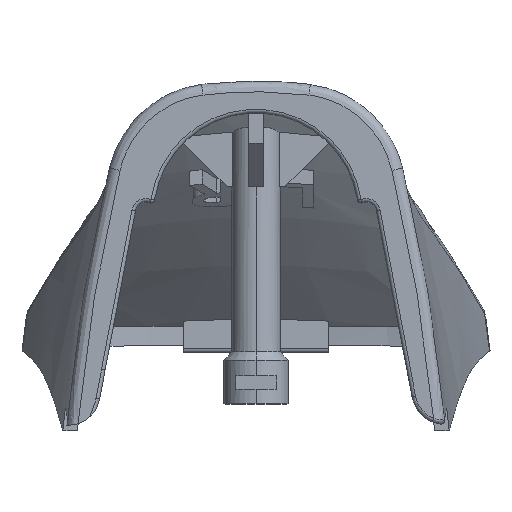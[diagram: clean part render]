
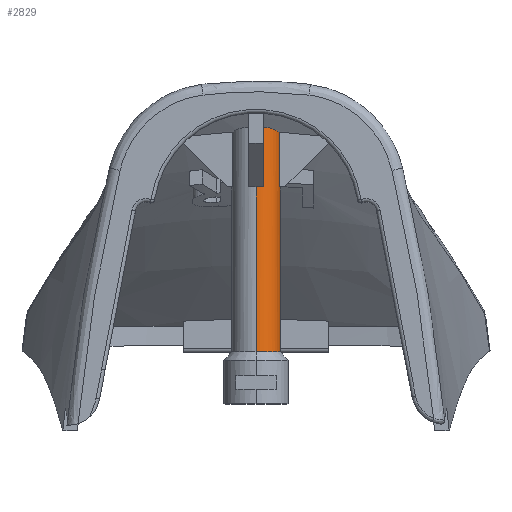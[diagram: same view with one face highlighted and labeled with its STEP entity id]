
A CAD part, top view. The second image highlights one B-rep face of the part: STEP entity #2829.
In plain terms, the highlighted cylindrical face has radius 3.35 mm (diameter 6.7 mm), a partial arc.
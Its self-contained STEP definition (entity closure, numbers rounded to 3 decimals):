
#1 = CARTESIAN_POINT ( 'NONE',  ( 33.01, -97.015, -56.495 ) ) ;
#40 = CARTESIAN_POINT ( 'NONE',  ( 33.197, -103.868, -54. ) ) ;
#71 = EDGE_CURVE ( 'NONE', #6330, #5680, #4320, .T. ) ;
#151 = DIRECTION ( 'NONE',  ( 0., 0., -1. ) ) ;
#158 = CARTESIAN_POINT ( 'NONE',  ( 32.735, -97.14, -56.953 ) ) ;
#230 = CYLINDRICAL_SURFACE ( 'NONE', #404, 3.35 ) ;
#267 = FACE_OUTER_BOUND ( 'NONE', #6076, .T. ) ;
#298 = VERTEX_POINT ( 'NONE', #2640 ) ;
#310 = CARTESIAN_POINT ( 'NONE',  ( 33.197, -96.876, -56. ) ) ;
#338 = ORIENTED_EDGE ( 'NONE', *, *, #2340, .F. ) ;
#357 = CARTESIAN_POINT ( 'NONE',  ( 33.197, -96.289, -54. ) ) ;
#385 = CARTESIAN_POINT ( 'NONE',  ( 31.515, -95.651, -52. ) ) ;
#403 = LINE ( 'NONE', #7533, #436 ) ;
#404 = AXIS2_PLACEMENT_3D ( 'NONE', #6576, #4610, #3335 ) ;
#436 = VECTOR ( 'NONE', #3578, 1000. ) ;
#568 = CIRCLE ( 'NONE', #717, 3.35 ) ;
#633 = VECTOR ( 'NONE', #6525, 1000. ) ;
#673 = VERTEX_POINT ( 'NONE', #714 ) ;
#705 = LINE ( 'NONE', #4564, #633 ) ;
#714 = CARTESIAN_POINT ( 'NONE',  ( 33.197, -96.289, -54. ) ) ;
#717 = AXIS2_PLACEMENT_3D ( 'NONE', #1234, #5912, #1947 ) ;
#927 = CIRCLE ( 'NONE', #936, 3.35 ) ;
#936 = AXIS2_PLACEMENT_3D ( 'NONE', #7665, #3699, #8397 ) ;
#948 = AXIS2_PLACEMENT_3D ( 'NONE', #8367, #4313, #151 ) ;
#1080 = CARTESIAN_POINT ( 'NONE',  ( 31., -95.585, -51.803 ) ) ;
#1119 = CIRCLE ( 'NONE', #948, 3.35 ) ;
#1221 = VECTOR ( 'NONE', #8308, 1000. ) ;
#1234 = CARTESIAN_POINT ( 'NONE',  ( 30., -126.668, -55. ) ) ;
#1237 = LINE ( 'NONE', #5459, #1221 ) ;
#1272 = VECTOR ( 'NONE', #1354, 1000. ) ;
#1354 = DIRECTION ( 'NONE',  ( 0., -1., 0. ) ) ;
#1387 = LINE ( 'NONE', #2051, #1272 ) ;
#1448 = CARTESIAN_POINT ( 'NONE',  ( 32.568, -97.197, -57.168 ) ) ;
#1462 = LINE ( 'NONE', #4008, #1494 ) ;
#1494 = VECTOR ( 'NONE', #7266, 1000. ) ;
#1537 = CARTESIAN_POINT ( 'NONE',  ( 32.191, -97.298, -57.549 ) ) ;
#1644 = ORIENTED_EDGE ( 'NONE', *, *, #1802, .T. ) ;
#1802 = EDGE_CURVE ( 'NONE', #4909, #8448, #2132, .T. ) ;
#1947 = DIRECTION ( 'NONE',  ( 0., 0., -1. ) ) ;
#2051 = CARTESIAN_POINT ( 'NONE',  ( 30., 500000., -58.35 ) ) ;
#2100 = VECTOR ( 'NONE', #6161, 1000. ) ;
#2132 = LINE ( 'NONE', #4249, #2100 ) ;
#2133 = EDGE_CURVE ( 'NONE', #5680, #7894, #1462, .T. ) ;
#2189 = CARTESIAN_POINT ( 'NONE',  ( 31.974, -97.343, -57.72 ) ) ;
#2270 = EDGE_CURVE ( 'NONE', #6966, #4095, #1387, .T. ) ;
#2340 = EDGE_CURVE ( 'NONE', #6330, #298, #1237, .T. ) ;
#2411 = EDGE_CURVE ( 'NONE', #4909, #8074, #1119, .T. ) ;
#2445 = EDGE_CURVE ( 'NONE', #3911, #7894, #927, .T. ) ;
#2482 = CARTESIAN_POINT ( 'NONE',  ( 33.197, -103.868, -56. ) ) ;
#2506 = EDGE_CURVE ( 'NONE', #673, #3794, #5064, .T. ) ;
#2553 = EDGE_CURVE ( 'NONE', #673, #3911, #705, .T. ) ;
#2583 = EDGE_CURVE ( 'NONE', #8448, #4095, #568, .T. ) ;
#2587 = ORIENTED_EDGE ( 'NONE', *, *, #71, .T. ) ;
#2640 = CARTESIAN_POINT ( 'NONE',  ( 31., -103.868, -58.197 ) ) ;
#2680 = EDGE_CURVE ( 'NONE', #8074, #3794, #403, .T. ) ;
#2820 = ORIENTED_EDGE ( 'NONE', *, *, #2553, .F. ) ;
#2829 = ADVANCED_FACE ( 'NONE', ( #267 ), #230, .T. ) ;
#3100 = CARTESIAN_POINT ( 'NONE',  ( 30., -126.668, -58.35 ) ) ;
#3105 = DIRECTION ( 'NONE',  ( 0., 1., 0. ) ) ;
#3137 = ORIENTED_EDGE ( 'NONE', *, *, #2411, .F. ) ;
#3194 = CARTESIAN_POINT ( 'NONE',  ( 33.008, -96.136, -53.501 ) ) ;
#3335 = DIRECTION ( 'NONE',  ( 0., 0., -1. ) ) ;
#3467 = CARTESIAN_POINT ( 'NONE',  ( 30., -103.868, -51.65 ) ) ;
#3578 = DIRECTION ( 'NONE',  ( 0., 1., 0. ) ) ;
#3648 = ORIENTED_EDGE ( 'NONE', *, *, #2270, .F. ) ;
#3649 = CARTESIAN_POINT ( 'NONE',  ( 31.512, -97.416, -58.002 ) ) ;
#3699 = DIRECTION ( 'NONE',  ( 0., 1., 0. ) ) ;
#3794 = VERTEX_POINT ( 'NONE', #8689 ) ;
#3815 = CARTESIAN_POINT ( 'NONE',  ( 33.118, -96.948, -56.253 ) ) ;
#3888 = CARTESIAN_POINT ( 'NONE',  ( 32.571, -95.925, -52.835 ) ) ;
#3911 = VERTEX_POINT ( 'NONE', #40 ) ;
#4008 = CARTESIAN_POINT ( 'NONE',  ( 33.197, 500000., -56. ) ) ;
#4095 = VERTEX_POINT ( 'NONE', #3100 ) ;
#4197 = CARTESIAN_POINT ( 'NONE',  ( 30., -126.668, -51.65 ) ) ;
#4213 = CARTESIAN_POINT ( 'NONE',  ( 31.262, -97.445, -58.115 ) ) ;
#4249 = CARTESIAN_POINT ( 'NONE',  ( 30., 500000., -51.65 ) ) ;
#4300 = CARTESIAN_POINT ( 'NONE',  ( 30., -103.868, -58.35 ) ) ;
#4313 = DIRECTION ( 'NONE',  ( 0., 1., 0. ) ) ;
#4320 = B_SPLINE_CURVE_WITH_KNOTS ( 'NONE', 3,
 ( #7583, #4213, #3649, #2189, #1537, #1448, #158, #1, #3815, #310 ),
 .UNSPECIFIED., .F., .F.,
 ( 4, 2, 2, 2, 4 ),
 ( 0.001, 0.002, 0.003, 0.003, 0.004 ),
 .UNSPECIFIED. ) ;
#4513 = CARTESIAN_POINT ( 'NONE',  ( 31.977, -95.745, -52.282 ) ) ;
#4564 = CARTESIAN_POINT ( 'NONE',  ( 33.197, 500000., -54. ) ) ;
#4610 = DIRECTION ( 'NONE',  ( 0., -1., 0. ) ) ;
#4909 = VERTEX_POINT ( 'NONE', #3467 ) ;
#5064 = B_SPLINE_CURVE_WITH_KNOTS ( 'NONE', 3,
 ( #357, #6400, #3194, #7871, #3888, #8601, #4513, #385, #5131, #1080 ),
 .UNSPECIFIED., .F., .F.,
 ( 4, 2, 2, 2, 4 ),
 ( 0.006, 0.007, 0.008, 0.009, 0.01 ),
 .UNSPECIFIED. ) ;
#5131 = CARTESIAN_POINT ( 'NONE',  ( 31.261, -95.612, -51.884 ) ) ;
#5459 = CARTESIAN_POINT ( 'NONE',  ( 31., 500000., -58.197 ) ) ;
#5680 = VERTEX_POINT ( 'NONE', #6067 ) ;
#5716 = ORIENTED_EDGE ( 'NONE', *, *, #2133, .T. ) ;
#5867 = CARTESIAN_POINT ( 'NONE',  ( 31., -97.465, -58.197 ) ) ;
#5912 = DIRECTION ( 'NONE',  ( 0., 1., 0. ) ) ;
#5960 = ORIENTED_EDGE ( 'NONE', *, *, #2583, .T. ) ;
#6067 = CARTESIAN_POINT ( 'NONE',  ( 33.197, -96.876, -56. ) ) ;
#6076 = EDGE_LOOP ( 'NONE', ( #3137, #1644, #5960, #3648, #7852, #338, #2587, #5716, #6346, #2820, #6697, #7547 ) ) ;
#6161 = DIRECTION ( 'NONE',  ( 0., -1., 0. ) ) ;
#6309 = AXIS2_PLACEMENT_3D ( 'NONE', #7061, #3105, #7775 ) ;
#6330 = VERTEX_POINT ( 'NONE', #5867 ) ;
#6346 = ORIENTED_EDGE ( 'NONE', *, *, #2445, .F. ) ;
#6400 = CARTESIAN_POINT ( 'NONE',  ( 33.118, -96.212, -53.748 ) ) ;
#6525 = DIRECTION ( 'NONE',  ( 0., -1., 0. ) ) ;
#6576 = CARTESIAN_POINT ( 'NONE',  ( 30., 500000., -55. ) ) ;
#6697 = ORIENTED_EDGE ( 'NONE', *, *, #2506, .T. ) ;
#6966 = VERTEX_POINT ( 'NONE', #4300 ) ;
#7061 = CARTESIAN_POINT ( 'NONE',  ( 30., -103.868, -55. ) ) ;
#7266 = DIRECTION ( 'NONE',  ( 0., -1., 0. ) ) ;
#7533 = CARTESIAN_POINT ( 'NONE',  ( 31., 500000., -51.803 ) ) ;
#7547 = ORIENTED_EDGE ( 'NONE', *, *, #2680, .F. ) ;
#7583 = CARTESIAN_POINT ( 'NONE',  ( 31., -97.465, -58.197 ) ) ;
#7639 = CARTESIAN_POINT ( 'NONE',  ( 31., -103.868, -51.803 ) ) ;
#7665 = CARTESIAN_POINT ( 'NONE',  ( 30., -103.868, -55. ) ) ;
#7669 = EDGE_CURVE ( 'NONE', #298, #6966, #8091, .T. ) ;
#7775 = DIRECTION ( 'NONE',  ( 0., 0., -1. ) ) ;
#7852 = ORIENTED_EDGE ( 'NONE', *, *, #7669, .F. ) ;
#7871 = CARTESIAN_POINT ( 'NONE',  ( 32.734, -95.992, -53.046 ) ) ;
#7894 = VERTEX_POINT ( 'NONE', #2482 ) ;
#8074 = VERTEX_POINT ( 'NONE', #7639 ) ;
#8091 = CIRCLE ( 'NONE', #6309, 3.35 ) ;
#8308 = DIRECTION ( 'NONE',  ( 0., -1., 0. ) ) ;
#8367 = CARTESIAN_POINT ( 'NONE',  ( 30., -103.868, -55. ) ) ;
#8397 = DIRECTION ( 'NONE',  ( 0., 0., -1. ) ) ;
#8448 = VERTEX_POINT ( 'NONE', #4197 ) ;
#8601 = CARTESIAN_POINT ( 'NONE',  ( 32.189, -95.8, -52.45 ) ) ;
#8689 = CARTESIAN_POINT ( 'NONE',  ( 31., -95.585, -51.803 ) ) ;
